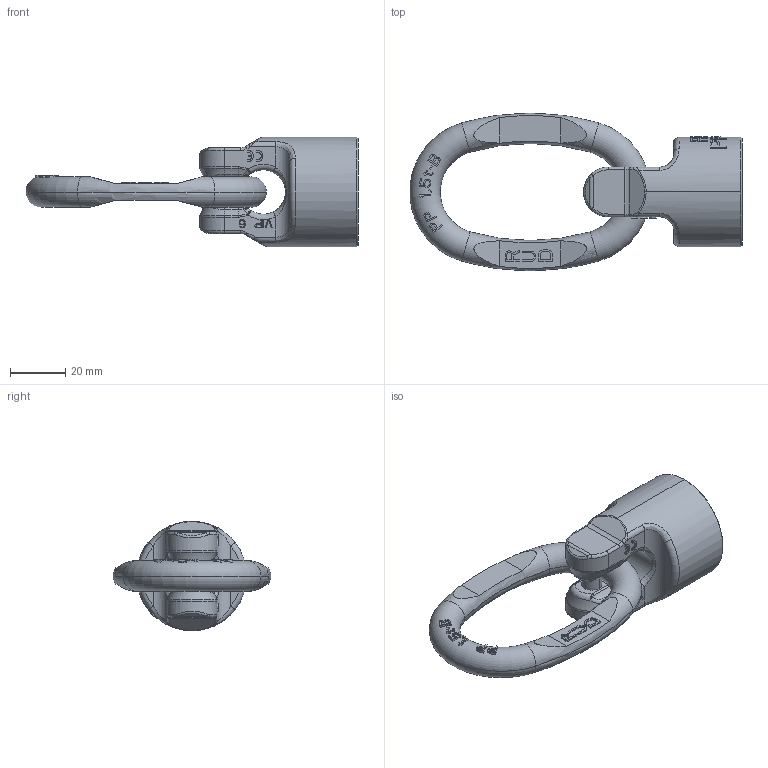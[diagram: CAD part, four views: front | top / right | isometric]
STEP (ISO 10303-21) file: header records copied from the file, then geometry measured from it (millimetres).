
FILE_DESCRIPTION((''),'2;1');
FILE_NAME('001-M31452-P-50_ASM','2019-03-15T',('anja.joas'),(''),'PRO/ENGINEER BY PARAMETRIC TECHNOLOGY CORPORATION, 2011490','PRO/ENGINEER BY PARAMETRIC TECHNOLOGY CORPORATION, 2011490','');
FILE_SCHEMA(('CONFIG_CONTROL_DESIGN'));
Length unit declared in the file: millimetre
Products named in the file (3): 001-M31452-P-20_AF0; 001-M31290-001; 001-M31452-P-50_ASM
Assembly tree (2 placements, depth 2):
  001-M31452-P-50_ASM
    001-M31452-P-20_AF0
    001-M31290-001
Bounding box: 119.91 x 57 x 39.5 mm (x, y, z)
Volume: 60800.5 mm3; surface area: 15464.7 mm2
Topology: 2 solids, 2 shells, 767 faces, 2043 edges, 1320 vertices
Faces by surface type: plane 591, bspline 72, cylinder 66, torus 32, sphere 4, cone 2
Entity records: 26413 total; most frequent: CARTESIAN_POINT 8377, ORIENTED_EDGE 4086, DIRECTION 3176, EDGE_CURVE 2043, VERTEX_POINT 1320, VECTOR 1232, LINE 1232, AXIS2_PLACEMENT_3D 972
